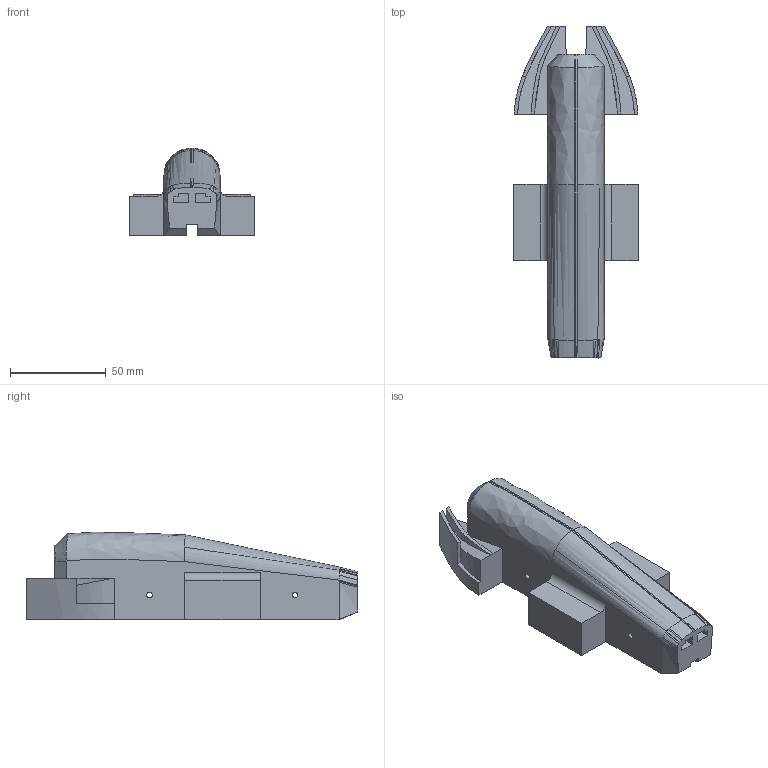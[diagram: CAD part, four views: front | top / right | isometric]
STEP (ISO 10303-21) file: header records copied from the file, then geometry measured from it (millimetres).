
FILE_DESCRIPTION(/* description */ ('CATIA V5 STEP Exchange'),/* implementation_level */ '2;1');
FILE_NAME(/* name */ 'Version 4 - Print-Version 3.003.1 v3.step',/* time_stamp */ '2024-09-12T11:39:17+08:00',/* author */ (''),/* organization */ (''),/* preprocessor_version */ 'ST-DEVELOPER v20',/* originating_system */ 'Autodesk Translation Framework v13.14.0.145',/* authorisation */ '');
FILE_SCHEMA (('AUTOMOTIVE_DESIGN { 1 0 10303 214 3 1 1 }'));
Length unit declared in the file: millimetre
Products named in the file (1): Version 4 - Print-Version 3.003.1
Bounding box: 65.01 x 173.39 x 45.66 mm (x, y, z)
Volume: 191646.5 mm3; surface area: 42707.4 mm2
Topology: 1 solids, 1 shells, 180 faces, 496 edges, 320 vertices
Faces by surface type: plane 88, bspline 62, cylinder 30
Full cylindrical faces by diameter (mm): 2.899 x2, 2.9 x2
Entity records: 10044 total; most frequent: CARTESIAN_POINT 5844, ORIENTED_EDGE 992, DIRECTION 652, EDGE_CURVE 496, VERTEX_POINT 320, LINE 284, VECTOR 284, EDGE_LOOP 186
